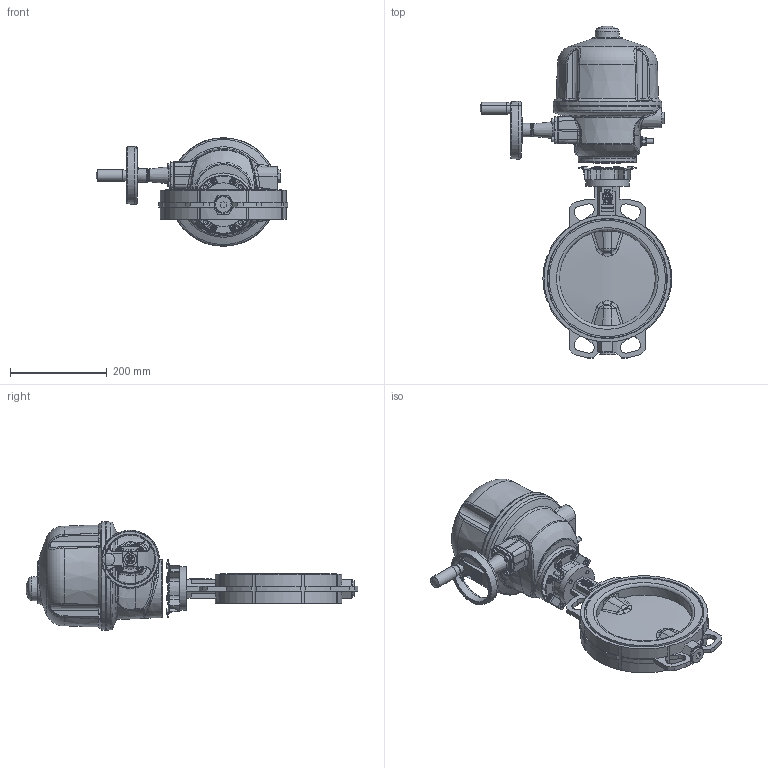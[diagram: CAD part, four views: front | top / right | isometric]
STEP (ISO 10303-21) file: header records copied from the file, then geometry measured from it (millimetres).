
FILE_DESCRIPTION(/* description */ (''),/* implementation_level */ '2;1');
FILE_NAME(/* name */ 'AT2313B200-AQ25.step',/* time_stamp */ '2025-07-11T14:57:07+02:00',/* author */ (''),/* organization */ (''),/* preprocessor_version */ 'ST-DEVELOPER v20.1',/* originating_system */ 'Autodesk Translation Framework v14.10.0.0',/* authorisation */ '');
FILE_SCHEMA (('AUTOMOTIVE_DESIGN { 1 0 10303 214 3 1 1 }'));
Products named in the file (3): AT2313B200-AQ25; AT3941-AQ25-Switch CD_01502; EVCS-i DN200 PN16 Fxx-Lx
Assembly tree (2 placements, depth 2):
  AT2313B200-AQ25
    AT3941-AQ25-Switch CD_01502
    EVCS-i DN200 PN16 Fxx-Lx
Bounding box: 395.3 x 684.95 x 223.96 mm (x, y, z)
Volume: 9602622.6 mm3; surface area: 626850.2 mm2
Topology: 4 solids, 4 shells, 1659 faces, 4201 edges, 2600 vertices
Faces by surface type: plane 746, bspline 369, cylinder 266, torus 148, cone 114, sphere 16
Full cylindrical faces by diameter (mm): 1.5 x2, 6.8 x4, 7 x1, 8.5 x4, 9 x4, 10 x14, 12 x13, 18.5 x1, 22 x1, 28 x1, 32 x1, 36 x1, 44 x1, 45 x1, 55 x1, 58 x1, 70 x1, 90 x1, 198 x1, 240 x2, 248 x2
Entity records: 83308 total; most frequent: CARTESIAN_POINT 45285, ORIENTED_EDGE 8296, DIRECTION 7212, EDGE_CURVE 4148, AXIS2_PLACEMENT_3D 2638, VERTEX_POINT 2600, LINE 1936, VECTOR 1936
